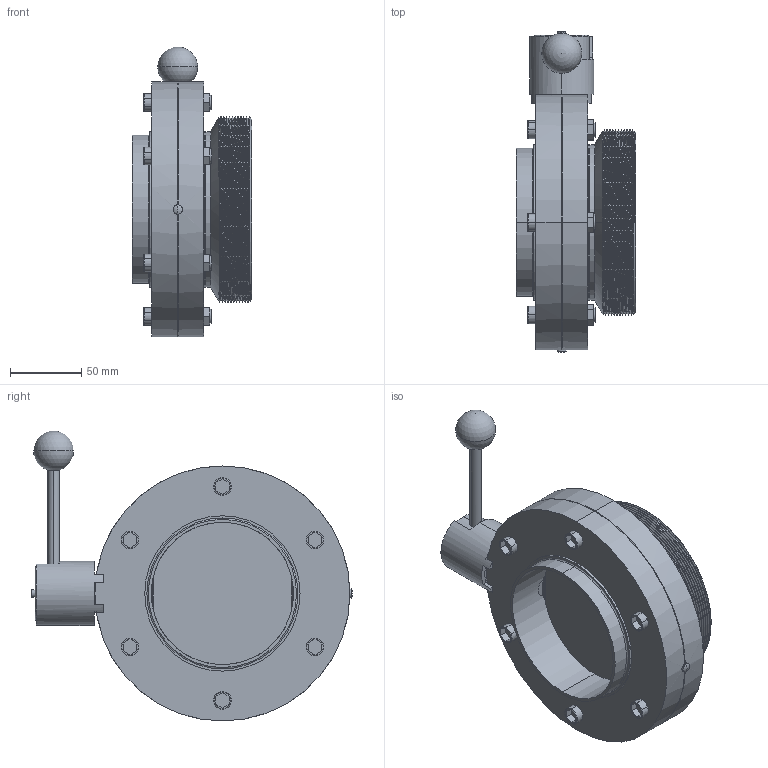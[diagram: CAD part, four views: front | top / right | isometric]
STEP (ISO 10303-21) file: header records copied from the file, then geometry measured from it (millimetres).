
FILE_DESCRIPTION (( 'STEP AP203' ), '1' );
FILE_NAME ('3D-M4302_DN100_174451300_174451335.STEP', '2024-09-18T11:04:42', ( '' ), ( '' ), 'SwSTEP 2.0', 'SolidWorks 2024', '' );
FILE_SCHEMA (( 'CONFIG_CONTROL_DESIGN' ));
Length unit declared in the file: millimetre
Products named in the file (1): 3D-M4302_DN100_174451300_174451335
Bounding box: 84 x 225.3 x 203.5 mm (x, y, z)
Volume: 855203.8 mm3; surface area: 165999.9 mm2
Topology: 5 solids, 5 shells, 301 faces, 731 edges, 468 vertices
Faces by surface type: plane 147, cylinder 100, cone 27, torus 20, sphere 4, bspline 3
Entity records: 11819 total; most frequent: CARTESIAN_POINT 4761, DIRECTION 1448, ORIENTED_EDGE 1444, EDGE_CURVE 722, AXIS2_PLACEMENT_3D 522, VERTEX_POINT 465, LINE 404, VECTOR 404
